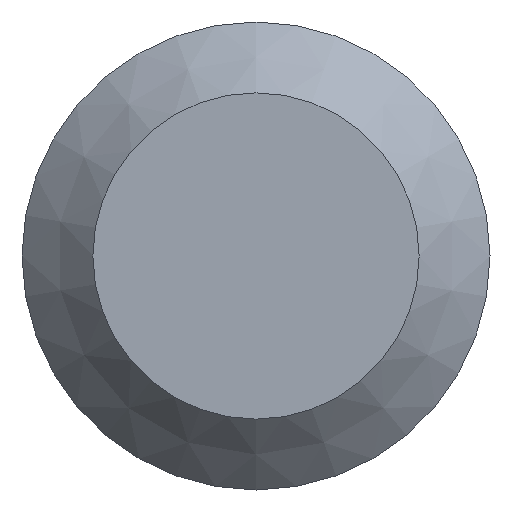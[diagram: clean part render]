
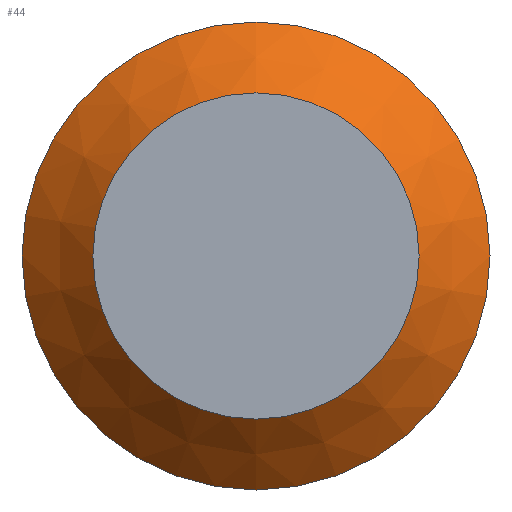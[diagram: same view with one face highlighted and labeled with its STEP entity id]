
A CAD part, left-side view. The second image highlights one B-rep face of the part: STEP entity #44.
In plain terms, the highlighted conical face has half-angle 45 degrees and reference radius 12.2 mm.
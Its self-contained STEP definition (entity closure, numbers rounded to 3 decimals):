
#44 = ADVANCED_FACE( '', ( #90, #91 ), #92, .T. );
#90 = FACE_OUTER_BOUND( '', #135, .T. );
#91 = FACE_BOUND( '', #136, .T. );
#92 = CONICAL_SURFACE( '', #137, 12.2, 0.785 );
#135 = EDGE_LOOP( '', ( #184 ) );
#136 = EDGE_LOOP( '', ( #185 ) );
#137 = AXIS2_PLACEMENT_3D( '', #186, #187, #188 );
#184 = ORIENTED_EDGE( '', *, *, #225, .F. );
#185 = ORIENTED_EDGE( '', *, *, #223, .T. );
#186 = CARTESIAN_POINT( '', ( 0., 0., 0. ) );
#187 = DIRECTION( '', ( 1., 0., 0. ) );
#188 = DIRECTION( '', ( 0., 0., -1. ) );
#223 = EDGE_CURVE( '', #248, #248, #249, .T. );
#225 = EDGE_CURVE( '', #251, #251, #252, .T. );
#248 = VERTEX_POINT( '', #276 );
#249 = CIRCLE( '', #277, 12.2 );
#251 = VERTEX_POINT( '', #279 );
#252 = CIRCLE( '', #280, 17.5 );
#276 = CARTESIAN_POINT( '', ( 0., 0., -12.2 ) );
#277 = AXIS2_PLACEMENT_3D( '', #305, #306, #307 );
#279 = CARTESIAN_POINT( '', ( 5.3, 0., -17.5 ) );
#280 = AXIS2_PLACEMENT_3D( '', #308, #309, #310 );
#305 = CARTESIAN_POINT( '', ( 0., 0., 0. ) );
#306 = DIRECTION( '', ( 1., 0., 0. ) );
#307 = DIRECTION( '', ( 0., 0., -1. ) );
#308 = CARTESIAN_POINT( '', ( 5.3, 0., 0. ) );
#309 = DIRECTION( '', ( 1., 0., 0. ) );
#310 = DIRECTION( '', ( 0., 0., -1. ) );
